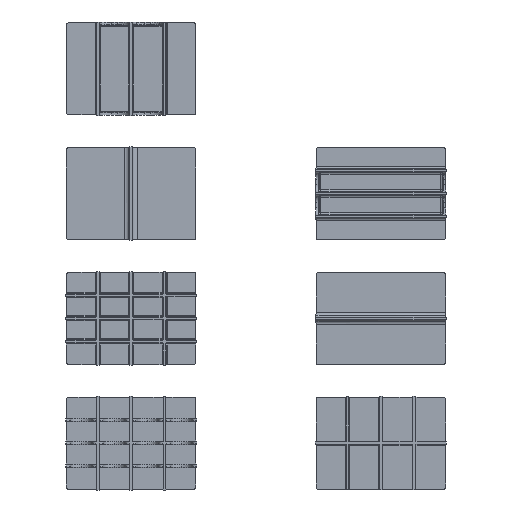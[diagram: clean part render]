
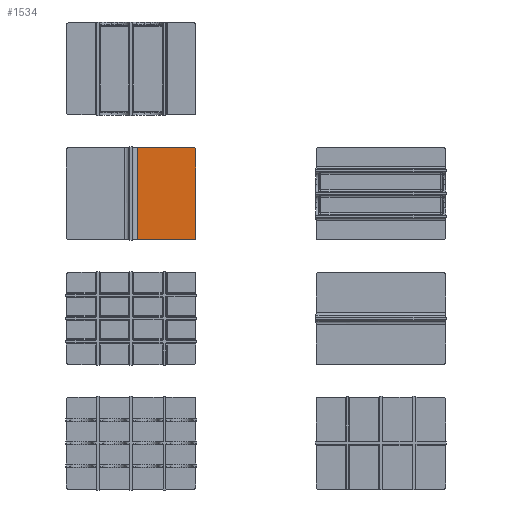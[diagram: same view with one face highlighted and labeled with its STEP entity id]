
A CAD part, top view. The second image highlights one B-rep face of the part: STEP entity #1534.
In plain terms, the highlighted planar face has unit normal (0, 0, 1).
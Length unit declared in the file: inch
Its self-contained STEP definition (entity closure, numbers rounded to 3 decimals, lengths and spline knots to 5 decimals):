
#1534=ADVANCED_FACE('',(#3853),#3854,.F.);
#3853=FACE_OUTER_BOUND('',#7291,.T.);
#3854=PLANE('',#7292);
#7291=EDGE_LOOP('',(#13743,#13744,#13745,#13746,#13747,#13748,#13749,#13750));
#7292=AXIS2_PLACEMENT_3D('',#13751,#13752,#13753);
#13743=ORIENTED_EDGE('',*,*,#22403,.F.);
#13744=ORIENTED_EDGE('',*,*,#22404,.F.);
#13745=ORIENTED_EDGE('',*,*,#22405,.F.);
#13746=ORIENTED_EDGE('',*,*,#21787,.F.);
#13747=ORIENTED_EDGE('',*,*,#22406,.F.);
#13748=ORIENTED_EDGE('',*,*,#22407,.F.);
#13749=ORIENTED_EDGE('',*,*,#22408,.F.);
#13750=ORIENTED_EDGE('',*,*,#22409,.F.);
#13751=CARTESIAN_POINT('',(-1.53633,5.28856,0.));
#13752=DIRECTION('',(0.0,0.0,-1.0));
#13753=DIRECTION('',(-1.0,0.0,0.0));
#21787=EDGE_CURVE('',#25827,#25822,#25829,.T.);
#22403=EDGE_CURVE('',#26866,#26867,#26868,.T.);
#22404=EDGE_CURVE('',#26869,#26866,#26870,.T.);
#22405=EDGE_CURVE('',#25822,#26869,#26871,.T.);
#22406=EDGE_CURVE('',#26872,#25827,#26873,.T.);
#22407=EDGE_CURVE('',#26874,#26872,#26875,.T.);
#22408=EDGE_CURVE('',#26876,#26874,#26877,.T.);
#22409=EDGE_CURVE('',#26867,#26876,#26878,.T.);
#25822=VERTEX_POINT('',#31363);
#25827=VERTEX_POINT('',#31369);
#25829=ELLIPSE('',#31372,0.07088,0.07087);
#26866=VERTEX_POINT('',#32729);
#26867=VERTEX_POINT('',#32730);
#26868=LINE('',#32731,#32732);
#26869=VERTEX_POINT('',#32733);
#26870=LINE('',#32734,#32735);
#26871=ELLIPSE('',#32736,0.07088,0.07087);
#26872=VERTEX_POINT('',#32737);
#26873=LINE('',#32738,#32739);
#26874=VERTEX_POINT('',#32740);
#26875=ELLIPSE('',#32741,0.07088,0.07087);
#26876=VERTEX_POINT('',#32742);
#26877=ELLIPSE('',#32743,0.07088,0.07087);
#26878=LINE('',#32744,#32745);
#31363=CARTESIAN_POINT('',(-0.02075,1.12319,0.));
#31369=CARTESIAN_POINT('',(0.,1.17329,0.));
#31372=AXIS2_PLACEMENT_3D('',#37977,#37978,#37979);
#32729=CARTESIAN_POINT('',(-1.84721,1.10243,0.));
#32730=CARTESIAN_POINT('',(-1.84721,4.00787,0.));
#32731=CARTESIAN_POINT('',(-1.84721,3.56653,0.));
#32732=VECTOR('',#38903,1.0);
#32733=CARTESIAN_POINT('',(-0.07086,1.10243,0.));
#32734=CARTESIAN_POINT('',(-1.7902,1.10243,0.));
#32735=VECTOR('',#38904,1.0);
#32736=AXIS2_PLACEMENT_3D('',#38905,#38906,#38907);
#32737=CARTESIAN_POINT('',(0.,3.93701,0.));
#32738=CARTESIAN_POINT('',(0.,3.18982,0.));
#32739=VECTOR('',#38908,1.0);
#32740=CARTESIAN_POINT('',(-0.02075,3.98711,0.));
#32741=AXIS2_PLACEMENT_3D('',#38909,#38910,#38911);
#32742=CARTESIAN_POINT('',(-0.07086,4.00787,0.));
#32743=AXIS2_PLACEMENT_3D('',#38912,#38913,#38914);
#32744=CARTESIAN_POINT('',(-2.81677,4.00787,0.));
#32745=VECTOR('',#38915,1.0);
#37977=CARTESIAN_POINT('',(-0.07087,1.17331,0.));
#37978=DIRECTION('',(0.0,0.0,-1.0));
#37979=DIRECTION('',(0.625,-0.781,0.0));
#38903=DIRECTION('',(0.,1.0,0.0));
#38904=DIRECTION('',(-1.0,0.,-0.0));
#38905=CARTESIAN_POINT('',(-0.07087,1.17331,0.));
#38906=DIRECTION('',(0.0,0.0,-1.0));
#38907=DIRECTION('',(0.625,-0.781,0.0));
#38908=DIRECTION('',(0.0,-1.0,0.0));
#38909=CARTESIAN_POINT('',(-0.07087,3.93699,0.));
#38910=DIRECTION('',(0.0,0.0,-1.0));
#38911=DIRECTION('',(0.625,0.781,0.0));
#38912=CARTESIAN_POINT('',(-0.07087,3.93699,0.));
#38913=DIRECTION('',(0.0,0.0,-1.0));
#38914=DIRECTION('',(0.625,0.781,0.0));
#38915=DIRECTION('',(1.0,0.0,0.0));
